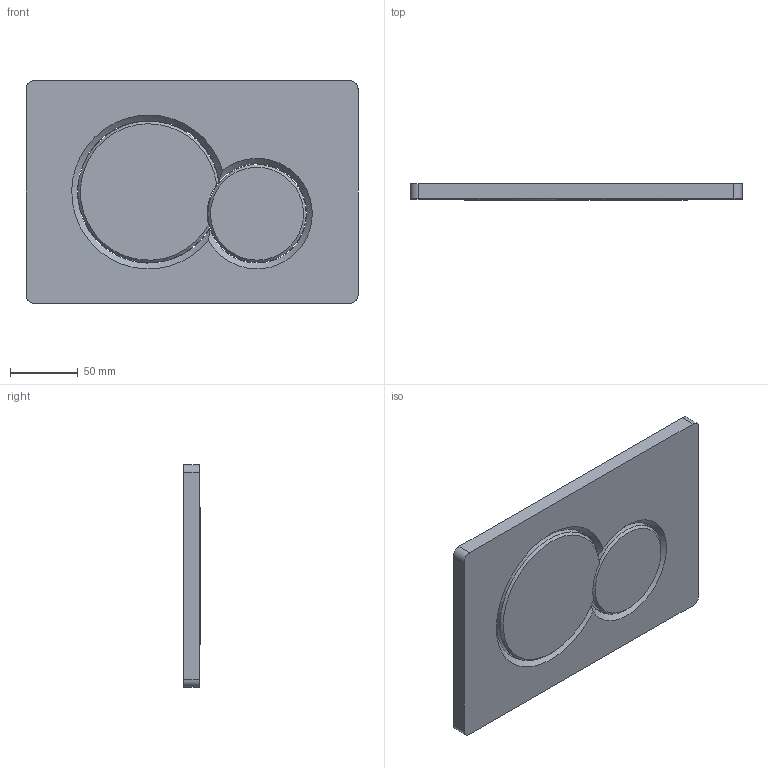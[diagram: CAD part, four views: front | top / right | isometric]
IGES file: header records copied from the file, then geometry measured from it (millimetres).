
Global section: file name: 115770; native system: Autodesk Inventor 2018; preprocessor: unknown; author: JANAN; date: 20211008.093732; units: millimetre
Bounding box: 245.12 x 12.01 x 164.23 mm (x, y, z)
Volume: 452480.9 mm3; surface area: 99212.7 mm2
Topology: 3 solids, 3 shells, 23 faces, 49 edges, 32 vertices
Faces by surface type: bspline 23
